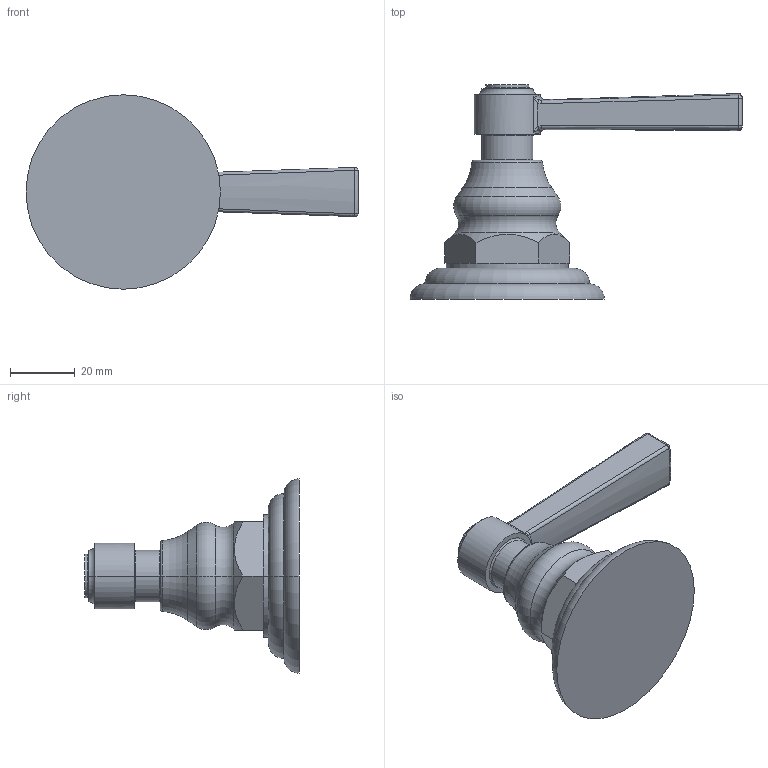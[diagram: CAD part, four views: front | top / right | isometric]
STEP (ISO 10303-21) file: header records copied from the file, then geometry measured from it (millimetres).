
FILE_DESCRIPTION((''),'2;1');
FILE_NAME('3-343','2021-01-01T14:52:32',('jinson.thomas'),(''),'CREO PARAMETRIC BY PTC INC, 2018400','CREO PARAMETRIC BY PTC INC, 2018400','');
FILE_SCHEMA(('CONFIG_CONTROL_DESIGN'));
Length unit declared in the file: inch
Products named in the file (1): 3-343
Bounding box: 102.36 x 66.17 x 59.94 mm (x, y, z)
Volume: 60814.2 mm3; surface area: 13984.3 mm2
Topology: 1 solids, 1 shells, 91 faces, 192 edges, 109 vertices
Faces by surface type: plane 29, bspline 22, torus 18, cylinder 14, cone 4, sphere 4
Entity records: 3112 total; most frequent: CARTESIAN_POINT 1256, ORIENTED_EDGE 384, DIRECTION 368, EDGE_CURVE 192, AXIS2_PLACEMENT_3D 161, VERTEX_POINT 109, EDGE_LOOP 97, CIRCLE 92
